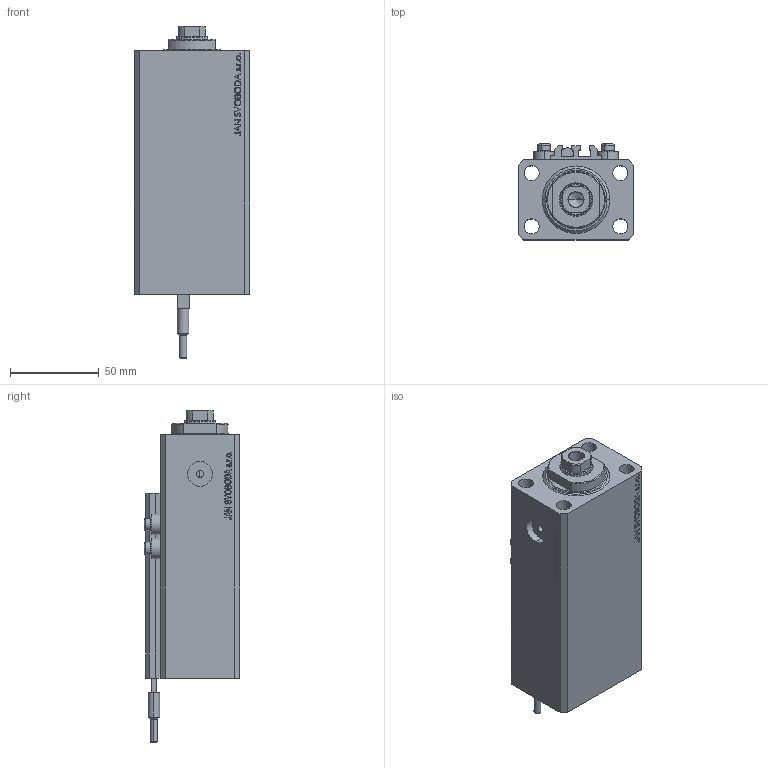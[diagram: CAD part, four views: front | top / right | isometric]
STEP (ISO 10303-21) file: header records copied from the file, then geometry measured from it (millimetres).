
FILE_DESCRIPTION (( 'STEP AP203' ), '1' );
FILE_NAME ('2ea1.STEP', '2023-10-07T16:21:05', ( '' ), ( '' ), 'SwSTEP 2.0', 'SolidWorks 2019', '' );
FILE_SCHEMA (( 'CONFIG_CONTROL_DESIGN' ));
Length unit declared in the file: millimetre
Products named in the file (6): V250CE_VC_C eee3228cd6513dc9017a50fbf0fe6df5; V250CE_C_Body eee3228cd6513dc9017a50fbf0fe6df5; V250CE_C_VCP eee3228cd6513dc9017a50fbf0fe6df5; 2ea1; SWITCH_V250CE eee3228cd6513dc9017a50fbf0fe6df5; ALLEN BOLT V250CE eee3228cd6513dc9017a50fbf0fe6df5
Assembly tree (8 placements, depth 2):
  2ea1
    V250CE_C_Body eee3228cd6513dc9017a50fbf0fe6df5
    ALLEN BOLT V250CE eee3228cd6513dc9017a50fbf0fe6df5  x4
    V250CE_C_VCP eee3228cd6513dc9017a50fbf0fe6df5
    V250CE_VC_C eee3228cd6513dc9017a50fbf0fe6df5
    SWITCH_V250CE eee3228cd6513dc9017a50fbf0fe6df5
Bounding box: 65 x 54 x 187 mm (x, y, z)
Volume: 367432.6 mm3; surface area: 92459.7 mm2
Topology: 9 solids, 9 shells, 1064 faces, 2662 edges, 1735 vertices
Faces by surface type: plane 520, bspline 374, cylinder 94, cone 60, torus 16
Entity records: 48133 total; most frequent: CARTESIAN_POINT 26007, ORIENTED_EDGE 5014, DIRECTION 3189, EDGE_CURVE 2507, VERTEX_POINT 1651, LINE 1519, VECTOR 1519, EDGE_LOOP 1114
